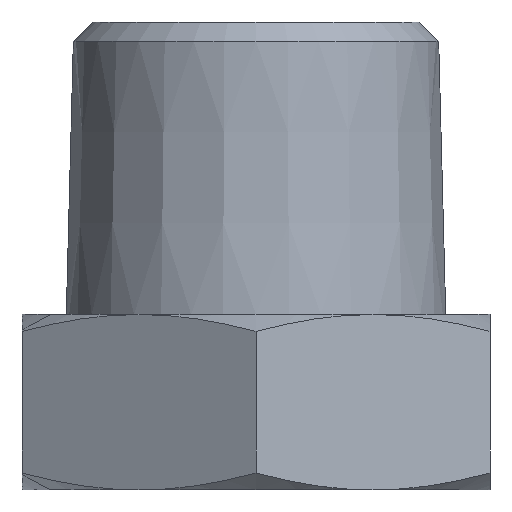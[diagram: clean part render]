
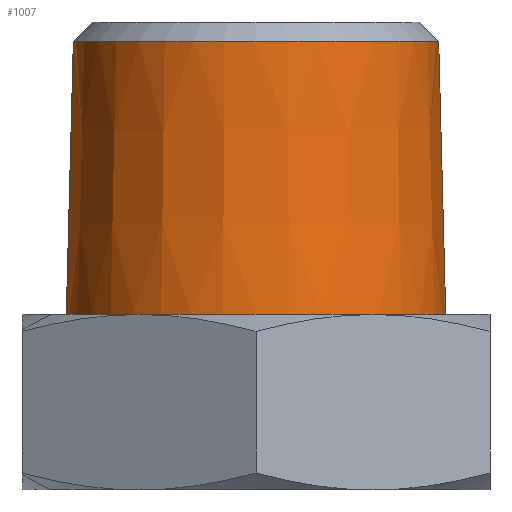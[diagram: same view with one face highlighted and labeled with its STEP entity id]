
A CAD part, front view. The second image highlights one B-rep face of the part: STEP entity #1007.
In plain terms, the highlighted conical face has half-angle 1.47 degrees and reference radius 4.864 mm.
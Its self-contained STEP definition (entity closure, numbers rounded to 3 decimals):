
#926=CARTESIAN_POINT('Vertex',(4.684,0.,11.5)) ;
#933=CARTESIAN_POINT('Vertex',(-4.684,0.,11.5)) ;
#960=CARTESIAN_POINT('Axis2P3D Location',(0.,0.,11.5)) ;
#977=CARTESIAN_POINT('Axis2P3D Location',(0.,0.,4.5)) ;
#982=CARTESIAN_POINT('Line Origine',(-4.768,0.,8.25)) ;
#986=CARTESIAN_POINT('Vertex',(-4.864,0.,4.5)) ;
#989=CARTESIAN_POINT('Axis2P3D Location',(0.,0.,4.5)) ;
#993=CARTESIAN_POINT('Vertex',(4.864,0.,4.5)) ;
#996=CARTESIAN_POINT('Line Origine',(4.768,0.,8.25)) ;
#961=DIRECTION('Axis2P3D Direction',(0.,0.,1.)) ;
#978=DIRECTION('Axis2P3D Direction',(-0.,-0.,-1.)) ;
#979=DIRECTION('Axis2P3D XDirection',(-1.,0.,0.)) ;
#983=DIRECTION('Vector Direction',(-0.026,0.,-1.)) ;
#990=DIRECTION('Axis2P3D Direction',(0.,0.,1.)) ;
#997=DIRECTION('Vector Direction',(0.026,0.,-1.)) ;
#962=AXIS2_PLACEMENT_3D('Circle Axis2P3D',#960,#961,$) ;
#980=AXIS2_PLACEMENT_3D('Cone Axis2P3D',#977,#978,#979) ;
#991=AXIS2_PLACEMENT_3D('Circle Axis2P3D',#989,#990,$) ;
#1002=ORIENTED_EDGE('',*,*,#964,.F.) ;
#1003=ORIENTED_EDGE('',*,*,#988,.F.) ;
#1004=ORIENTED_EDGE('',*,*,#995,.F.) ;
#1005=ORIENTED_EDGE('',*,*,#1000,.T.) ;
#984=VECTOR('Line Direction',#983,1.) ;
#998=VECTOR('Line Direction',#997,1.) ;
#1007=ADVANCED_FACE('Corps principal',(#1006),#981,.T.) ;
#963=CIRCLE('generated circle',#962,4.684) ;
#992=CIRCLE('generated circle',#991,4.864) ;
#981=CONICAL_SURFACE('Cone',#980,4.864,0.026) ;
#964=EDGE_CURVE('',#934,#927,#963,.T.) ;
#988=EDGE_CURVE('',#987,#934,#985,.F.) ;
#995=EDGE_CURVE('',#994,#987,#992,.F.) ;
#1000=EDGE_CURVE('',#994,#927,#999,.F.) ;
#1001=EDGE_LOOP('',(#1002,#1003,#1004,#1005)) ;
#1006=FACE_OUTER_BOUND('',#1001,.T.) ;
#985=LINE('Line',#982,#984) ;
#999=LINE('Line',#996,#998) ;
#927=VERTEX_POINT('',#926) ;
#934=VERTEX_POINT('',#933) ;
#987=VERTEX_POINT('',#986) ;
#994=VERTEX_POINT('',#993) ;
